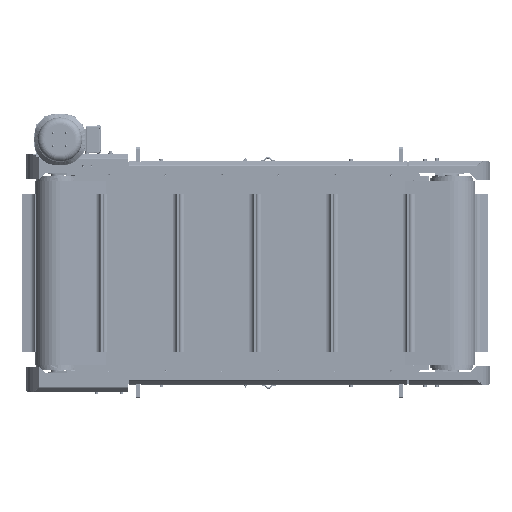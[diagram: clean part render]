
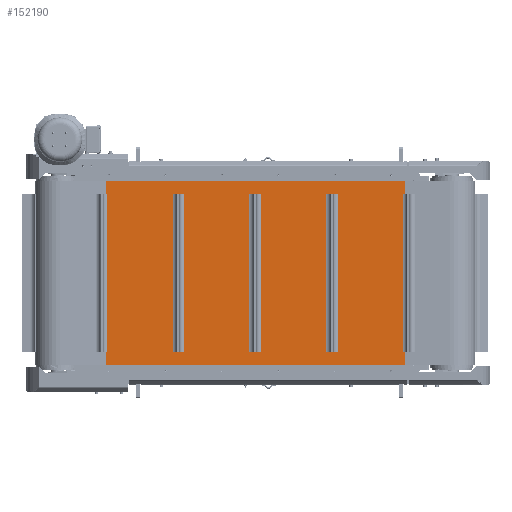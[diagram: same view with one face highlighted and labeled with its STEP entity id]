
A CAD part, left-side view. The second image highlights one B-rep face of the part: STEP entity #152190.
In plain terms, the highlighted planar face has unit normal (-1, 0, 0).
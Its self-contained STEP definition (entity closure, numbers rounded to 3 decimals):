
#8844=LINE('',#216667,#21755);
#17605=LINE('',#257010,#30516);
#17638=LINE('',#257085,#30549);
#17639=LINE('',#257087,#30550);
#17776=LINE('',#257425,#30687);
#17777=LINE('',#257426,#30688);
#17778=LINE('',#257428,#30689);
#17779=LINE('',#257430,#30690);
#17780=LINE('',#257431,#30691);
#17781=LINE('',#257433,#30692);
#17782=LINE('',#257435,#30693);
#17783=LINE('',#257436,#30694);
#17784=LINE('',#257439,#30695);
#17785=LINE('',#257441,#30696);
#17786=LINE('',#257443,#30697);
#17787=LINE('',#257444,#30698);
#17788=LINE('',#257447,#30699);
#17789=LINE('',#257449,#30700);
#17790=LINE('',#257451,#30701);
#17791=LINE('',#257452,#30702);
#17792=LINE('',#257455,#30703);
#17793=LINE('',#257457,#30704);
#17794=LINE('',#257459,#30705);
#17795=LINE('',#257460,#30706);
#21755=VECTOR('',#174411,10.);
#30516=VECTOR('',#197648,10.);
#30549=VECTOR('',#197705,10.);
#30550=VECTOR('',#197706,10.);
#30687=VECTOR('',#198039,10.);
#30688=VECTOR('',#198040,10.);
#30689=VECTOR('',#198041,10.);
#30690=VECTOR('',#198042,10.);
#30691=VECTOR('',#198043,10.);
#30692=VECTOR('',#198044,10.);
#30693=VECTOR('',#198045,10.);
#30694=VECTOR('',#198046,10.);
#30695=VECTOR('',#198047,10.);
#30696=VECTOR('',#198048,10.);
#30697=VECTOR('',#198049,10.);
#30698=VECTOR('',#198050,10.);
#30699=VECTOR('',#198051,10.);
#30700=VECTOR('',#198052,10.);
#30701=VECTOR('',#198053,10.);
#30702=VECTOR('',#198054,10.);
#30703=VECTOR('',#198055,10.);
#30704=VECTOR('',#198056,10.);
#30705=VECTOR('',#198057,10.);
#30706=VECTOR('',#198058,10.);
#33540=FACE_BOUND('',#49812,.T.);
#33541=FACE_BOUND('',#49813,.T.);
#33542=FACE_BOUND('',#49814,.T.);
#40699=FACE_OUTER_BOUND('',#49811,.T.);
#49811=EDGE_LOOP('',(#127331,#127332,#127333,#127334,#127335,#127336,#127337,
#127338,#127339,#127340,#127341,#127342));
#49812=EDGE_LOOP('',(#127343,#127344,#127345,#127346));
#49813=EDGE_LOOP('',(#127347,#127348,#127349,#127350));
#49814=EDGE_LOOP('',(#127351,#127352,#127353,#127354));
#58899=VERTEX_POINT('',#216665);
#58900=VERTEX_POINT('',#216666);
#67787=VERTEX_POINT('',#257008);
#67788=VERTEX_POINT('',#257009);
#67818=VERTEX_POINT('',#257083);
#67819=VERTEX_POINT('',#257086);
#67921=VERTEX_POINT('',#257423);
#67922=VERTEX_POINT('',#257424);
#67923=VERTEX_POINT('',#257427);
#67924=VERTEX_POINT('',#257429);
#67925=VERTEX_POINT('',#257432);
#67926=VERTEX_POINT('',#257434);
#67927=VERTEX_POINT('',#257437);
#67928=VERTEX_POINT('',#257438);
#67929=VERTEX_POINT('',#257440);
#67930=VERTEX_POINT('',#257442);
#67931=VERTEX_POINT('',#257445);
#67932=VERTEX_POINT('',#257446);
#67933=VERTEX_POINT('',#257448);
#67934=VERTEX_POINT('',#257450);
#67935=VERTEX_POINT('',#257453);
#67936=VERTEX_POINT('',#257454);
#67937=VERTEX_POINT('',#257456);
#67938=VERTEX_POINT('',#257458);
#73991=EDGE_CURVE('',#58899,#58900,#8844,.T.);
#87821=EDGE_CURVE('',#67787,#67788,#17605,.T.);
#87861=EDGE_CURVE('',#67787,#67818,#17638,.T.);
#87862=EDGE_CURVE('',#67819,#58900,#17639,.T.);
#88027=EDGE_CURVE('',#67921,#67922,#17776,.T.);
#88028=EDGE_CURVE('',#67922,#67788,#17777,.T.);
#88029=EDGE_CURVE('',#67818,#67923,#17778,.T.);
#88030=EDGE_CURVE('',#67923,#67924,#17779,.T.);
#88031=EDGE_CURVE('',#67924,#67819,#17780,.T.);
#88032=EDGE_CURVE('',#58899,#67925,#17781,.T.);
#88033=EDGE_CURVE('',#67925,#67926,#17782,.T.);
#88034=EDGE_CURVE('',#67926,#67921,#17783,.T.);
#88035=EDGE_CURVE('',#67927,#67928,#17784,.T.);
#88036=EDGE_CURVE('',#67928,#67929,#17785,.T.);
#88037=EDGE_CURVE('',#67929,#67930,#17786,.T.);
#88038=EDGE_CURVE('',#67930,#67927,#17787,.T.);
#88039=EDGE_CURVE('',#67931,#67932,#17788,.T.);
#88040=EDGE_CURVE('',#67932,#67933,#17789,.T.);
#88041=EDGE_CURVE('',#67933,#67934,#17790,.T.);
#88042=EDGE_CURVE('',#67934,#67931,#17791,.T.);
#88043=EDGE_CURVE('',#67935,#67936,#17792,.T.);
#88044=EDGE_CURVE('',#67936,#67937,#17793,.T.);
#88045=EDGE_CURVE('',#67937,#67938,#17794,.T.);
#88046=EDGE_CURVE('',#67938,#67935,#17795,.T.);
#127331=ORIENTED_EDGE('',*,*,#88027,.T.);
#127332=ORIENTED_EDGE('',*,*,#88028,.T.);
#127333=ORIENTED_EDGE('',*,*,#87821,.F.);
#127334=ORIENTED_EDGE('',*,*,#87861,.T.);
#127335=ORIENTED_EDGE('',*,*,#88029,.T.);
#127336=ORIENTED_EDGE('',*,*,#88030,.T.);
#127337=ORIENTED_EDGE('',*,*,#88031,.T.);
#127338=ORIENTED_EDGE('',*,*,#87862,.T.);
#127339=ORIENTED_EDGE('',*,*,#73991,.F.);
#127340=ORIENTED_EDGE('',*,*,#88032,.T.);
#127341=ORIENTED_EDGE('',*,*,#88033,.T.);
#127342=ORIENTED_EDGE('',*,*,#88034,.T.);
#127343=ORIENTED_EDGE('',*,*,#88035,.T.);
#127344=ORIENTED_EDGE('',*,*,#88036,.T.);
#127345=ORIENTED_EDGE('',*,*,#88037,.T.);
#127346=ORIENTED_EDGE('',*,*,#88038,.T.);
#127347=ORIENTED_EDGE('',*,*,#88039,.T.);
#127348=ORIENTED_EDGE('',*,*,#88040,.T.);
#127349=ORIENTED_EDGE('',*,*,#88041,.T.);
#127350=ORIENTED_EDGE('',*,*,#88042,.T.);
#127351=ORIENTED_EDGE('',*,*,#88043,.T.);
#127352=ORIENTED_EDGE('',*,*,#88044,.T.);
#127353=ORIENTED_EDGE('',*,*,#88045,.T.);
#127354=ORIENTED_EDGE('',*,*,#88046,.T.);
#136847=PLANE('',#163672);
#152190=ADVANCED_FACE('',(#40699,#33540,#33541,#33542),#136847,.T.);
#163672=AXIS2_PLACEMENT_3D('',#257422,#198037,#198038);
#174411=DIRECTION('',(0.,1.,0.));
#197648=DIRECTION('',(0.,-1.,0.));
#197705=DIRECTION('',(0.,0.,-1.));
#197706=DIRECTION('',(0.,0.,-1.));
#198037=DIRECTION('center_axis',(-1.,0.,0.));
#198038=DIRECTION('ref_axis',(0.,-1.,0.));
#198039=DIRECTION('',(0.,-1.,0.));
#198040=DIRECTION('',(0.,0.,1.));
#198041=DIRECTION('',(0.,-1.,0.));
#198042=DIRECTION('',(0.,0.,-1.));
#198043=DIRECTION('',(0.,1.,0.));
#198044=DIRECTION('',(0.,0.,1.));
#198045=DIRECTION('',(0.,1.,0.));
#198046=DIRECTION('',(0.,0.,1.));
#198047=DIRECTION('',(0.,1.,0.));
#198048=DIRECTION('',(0.,0.,1.));
#198049=DIRECTION('',(0.,-1.,0.));
#198050=DIRECTION('',(0.,0.,-1.));
#198051=DIRECTION('',(0.,1.,0.));
#198052=DIRECTION('',(0.,0.,1.));
#198053=DIRECTION('',(0.,-1.,0.));
#198054=DIRECTION('',(0.,0.,-1.));
#198055=DIRECTION('',(0.,1.,0.));
#198056=DIRECTION('',(0.,0.,1.));
#198057=DIRECTION('',(0.,-1.,0.));
#198058=DIRECTION('',(0.,0.,-1.));
#216665=CARTESIAN_POINT('',(-157.35,-602.901,-350.));
#216666=CARTESIAN_POINT('',(-157.35,540.101,-350.));
#216667=CARTESIAN_POINT('',(-157.35,540.101,-350.));
#257008=CARTESIAN_POINT('',(-157.35,540.101,350.));
#257009=CARTESIAN_POINT('',(-157.35,-602.901,350.));
#257010=CARTESIAN_POINT('',(-157.35,540.101,350.));
#257083=CARTESIAN_POINT('',(-157.35,540.101,300.));
#257085=CARTESIAN_POINT('',(-157.35,540.101,0.));
#257086=CARTESIAN_POINT('',(-157.35,540.101,-300.));
#257087=CARTESIAN_POINT('',(-157.35,540.101,0.));
#257422=CARTESIAN_POINT('Origin',(-157.35,540.101,0.));
#257423=CARTESIAN_POINT('',(-157.35,-596.818,300.));
#257424=CARTESIAN_POINT('',(-157.35,-602.901,300.));
#257425=CARTESIAN_POINT('',(-157.35,-39.4,300.));
#257426=CARTESIAN_POINT('',(-157.35,-602.901,0.));
#257427=CARTESIAN_POINT('',(-157.35,534.111,300.));
#257428=CARTESIAN_POINT('',(-157.35,548.147,300.));
#257429=CARTESIAN_POINT('',(-157.35,534.111,-300.));
#257430=CARTESIAN_POINT('',(-157.35,534.111,0.));
#257431=CARTESIAN_POINT('',(-157.35,548.147,-300.));
#257432=CARTESIAN_POINT('',(-157.35,-602.901,-300.));
#257433=CARTESIAN_POINT('',(-157.35,-602.901,0.));
#257434=CARTESIAN_POINT('',(-157.35,-596.818,-300.));
#257435=CARTESIAN_POINT('',(-157.35,-39.4,-300.));
#257436=CARTESIAN_POINT('',(-157.35,-596.818,0.));
#257437=CARTESIAN_POINT('',(-157.35,-347.288,-300.));
#257438=CARTESIAN_POINT('',(-157.35,-303.288,-300.));
#257439=CARTESIAN_POINT('',(-157.35,107.406,-300.));
#257440=CARTESIAN_POINT('',(-157.35,-303.288,300.));
#257441=CARTESIAN_POINT('',(-157.35,-303.288,0.));
#257442=CARTESIAN_POINT('',(-157.35,-347.288,300.));
#257443=CARTESIAN_POINT('',(-157.35,107.406,300.));
#257444=CARTESIAN_POINT('',(-157.35,-347.288,0.));
#257445=CARTESIAN_POINT('',(-157.35,-53.353,-300.));
#257446=CARTESIAN_POINT('',(-157.35,-9.353,-300.));
#257447=CARTESIAN_POINT('',(-157.35,254.374,-300.));
#257448=CARTESIAN_POINT('',(-157.35,-9.353,300.));
#257449=CARTESIAN_POINT('',(-157.35,-9.353,0.));
#257450=CARTESIAN_POINT('',(-157.35,-53.353,300.));
#257451=CARTESIAN_POINT('',(-157.35,254.374,300.));
#257452=CARTESIAN_POINT('',(-157.35,-53.353,0.));
#257453=CARTESIAN_POINT('',(-157.35,240.581,-300.));
#257454=CARTESIAN_POINT('',(-157.35,284.581,-300.));
#257455=CARTESIAN_POINT('',(-157.35,401.341,-300.));
#257456=CARTESIAN_POINT('',(-157.35,284.581,300.));
#257457=CARTESIAN_POINT('',(-157.35,284.581,0.));
#257458=CARTESIAN_POINT('',(-157.35,240.581,300.));
#257459=CARTESIAN_POINT('',(-157.35,401.341,300.));
#257460=CARTESIAN_POINT('',(-157.35,240.581,0.));
